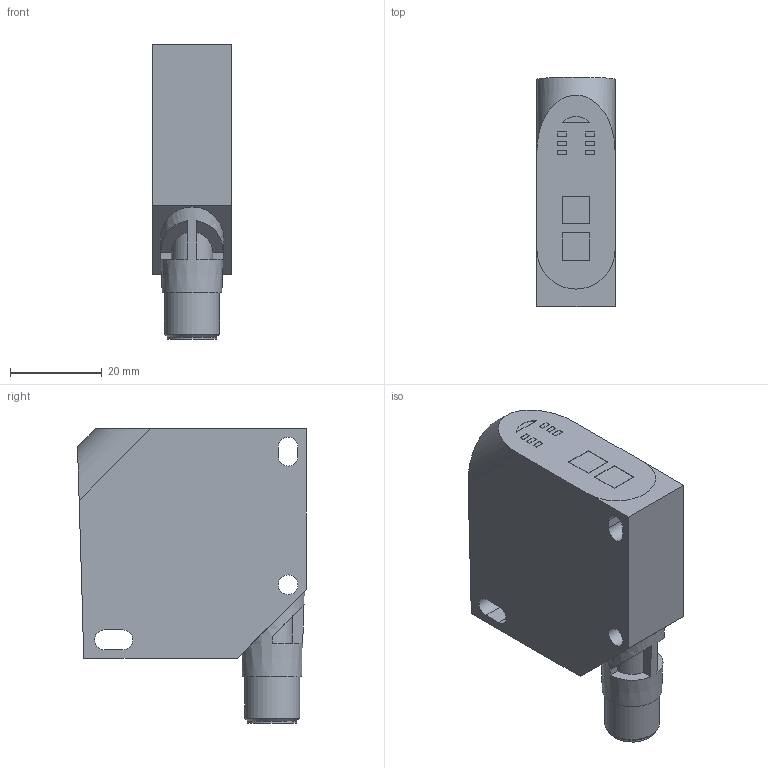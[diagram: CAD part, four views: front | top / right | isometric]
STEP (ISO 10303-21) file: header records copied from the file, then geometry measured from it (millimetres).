
FILE_DESCRIPTION(/* description */ ('STEP AP214'),/* implementation_level */ '2;1');
FILE_NAME(/* name */ '538236_SOEC-RT-Q50-PS-S-7L',/* time_stamp */ '2024-09-15T09:32:44+02:00',/* author */ ('License CC BY-ND 4.0'),/* organization */ ('CADENAS'),/* preprocessor_version */ 'ST-DEVELOPER v19.3',/* originating_system */ 'PARTsolutions',/* authorisation */ ' ');
FILE_SCHEMA (('AUTOMOTIVE_DESIGN {1 0 10303 214 3 1 1}'));
Length unit declared in the file: millimetre
Products named in the file (1): 538236 SOEC-RT-Q50-PS-S-7L
Bounding box: 17 x 49.88 x 64.2 mm (x, y, z)
Volume: 40373.3 mm3; surface area: 9812.2 mm2
Topology: 1 solids, 1 shells, 109 faces, 273 edges, 180 vertices
Faces by surface type: plane 76, cylinder 22, sphere 8, cone 2, torus 1
Full cylindrical faces by diameter (mm): 1 x8, 4.3 x1, 8.3 x1, 10.773 x1, 12 x1
Entity records: 3787 total; most frequent: CARTESIAN_POINT 522, DIRECTION 506, ORIENTED_EDGE 470, EDGE_CURVE 235, LINE 176, VECTOR 176, VERTEX_POINT 165, AXIS2_PLACEMENT_3D 165
